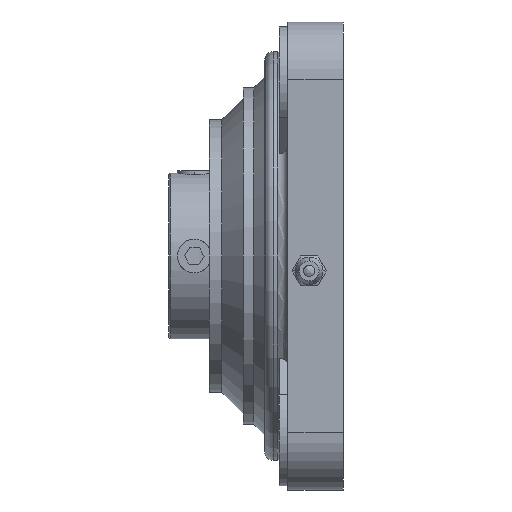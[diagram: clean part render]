
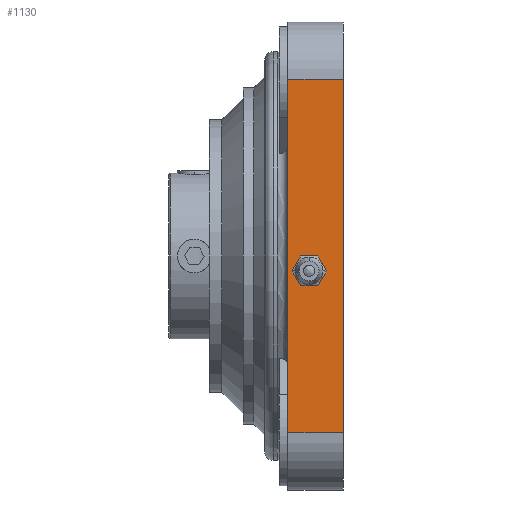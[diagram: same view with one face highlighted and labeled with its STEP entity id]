
A CAD part, left-side view. The second image highlights one B-rep face of the part: STEP entity #1130.
In plain terms, the highlighted planar face has unit normal (-1, 0, 0).
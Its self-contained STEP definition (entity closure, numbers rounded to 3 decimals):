
#161 = LINE ( 'NONE', #2898, #3384 ) ;
#271 = CARTESIAN_POINT ( 'NONE',  ( -55., -13., 41.5 ) ) ;
#437 = ORIENTED_EDGE ( 'NONE', *, *, #3271, .F. ) ;
#618 = DIRECTION ( 'NONE',  ( 0., 0., 1. ) ) ;
#1092 = VERTEX_POINT ( 'NONE', #271 ) ;
#1130 = ADVANCED_FACE ( 'NONE', ( #1798 ), #2073, .T. ) ;
#1263 = LINE ( 'NONE', #2814, #4701 ) ;
#1441 = EDGE_CURVE ( 'NONE', #3957, #1092, #161, .T. ) ;
#1549 = CARTESIAN_POINT ( 'NONE',  ( -55., -13., -41.5 ) ) ;
#1748 = DIRECTION ( 'NONE',  ( -1., 0., 0. ) ) ;
#1798 = FACE_OUTER_BOUND ( 'NONE', #4327, .T. ) ;
#1961 = AXIS2_PLACEMENT_3D ( 'NONE', #3671, #1748, #618 ) ;
#2036 = DIRECTION ( 'NONE',  ( 0., 0., 1. ) ) ;
#2071 = ORIENTED_EDGE ( 'NONE', *, *, #2362, .T. ) ;
#2073 = PLANE ( 'NONE',  #1961 ) ;
#2362 = EDGE_CURVE ( 'NONE', #1092, #2976, #3301, .T. ) ;
#2557 = VERTEX_POINT ( 'NONE', #4347 ) ;
#2717 = LINE ( 'NONE', #3462, #2998 ) ;
#2723 = ORIENTED_EDGE ( 'NONE', *, *, #3373, .F. ) ;
#2814 = CARTESIAN_POINT ( 'NONE',  ( -55., 0., -41.5 ) ) ;
#2898 = CARTESIAN_POINT ( 'NONE',  ( -55., -13., -41.5 ) ) ;
#2976 = VERTEX_POINT ( 'NONE', #3431 ) ;
#2998 = VECTOR ( 'NONE', #4321, 1000. ) ;
#3103 = ORIENTED_EDGE ( 'NONE', *, *, #1441, .T. ) ;
#3253 = DIRECTION ( 'NONE',  ( 0., 0., 1. ) ) ;
#3271 = EDGE_CURVE ( 'NONE', #3957, #2557, #2717, .T. ) ;
#3301 = LINE ( 'NONE', #4424, #4765 ) ;
#3373 = EDGE_CURVE ( 'NONE', #2557, #2976, #1263, .T. ) ;
#3384 = VECTOR ( 'NONE', #3253, 1000. ) ;
#3431 = CARTESIAN_POINT ( 'NONE',  ( -55., 0., 41.5 ) ) ;
#3462 = CARTESIAN_POINT ( 'NONE',  ( -55., -13., -41.5 ) ) ;
#3671 = CARTESIAN_POINT ( 'NONE',  ( -55., -13., -41.5 ) ) ;
#3688 = DIRECTION ( 'NONE',  ( 0., 1., 0. ) ) ;
#3957 = VERTEX_POINT ( 'NONE', #1549 ) ;
#4321 = DIRECTION ( 'NONE',  ( 0., 1., 0. ) ) ;
#4327 = EDGE_LOOP ( 'NONE', ( #2723, #437, #3103, #2071 ) ) ;
#4347 = CARTESIAN_POINT ( 'NONE',  ( -55., 0., -41.5 ) ) ;
#4424 = CARTESIAN_POINT ( 'NONE',  ( -55., -13., 41.5 ) ) ;
#4701 = VECTOR ( 'NONE', #2036, 1000. ) ;
#4765 = VECTOR ( 'NONE', #3688, 1000. ) ;
